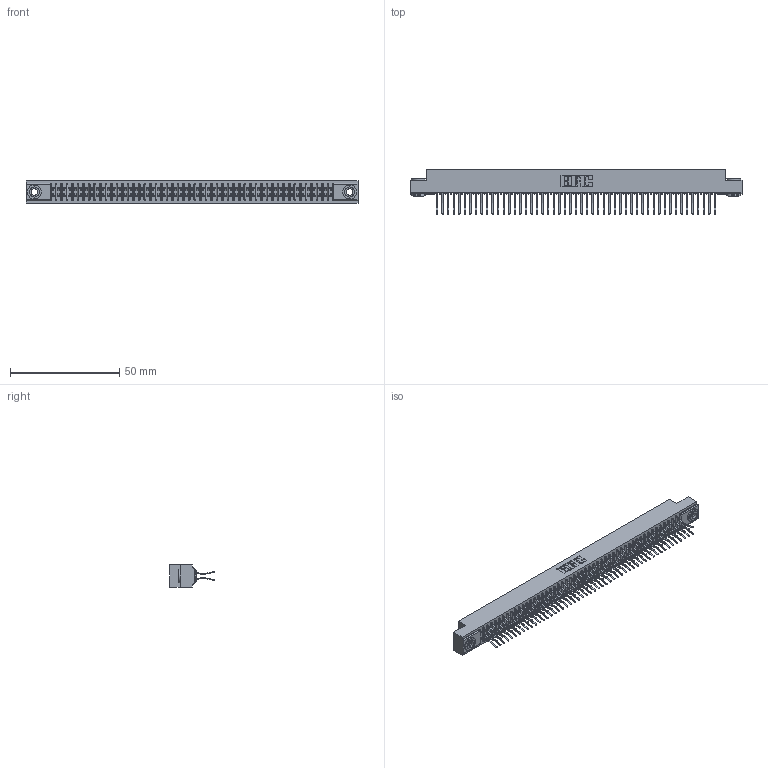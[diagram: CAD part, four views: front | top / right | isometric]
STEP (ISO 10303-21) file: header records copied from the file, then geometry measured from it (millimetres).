
FILE_DESCRIPTION (( 'STEP AP203' ), '1' );
FILE_NAME ('341-102-560-203.STEP', '2018-08-08T11:21:19', ( '' ), ( '' ), 'SwSTEP 2.0', 'SolidWorks 2016', '' );
FILE_SCHEMA (( 'CONFIG_CONTROL_DESIGN' ));
Length unit declared in the file: inch
Products named in the file (4): 341-102-560-203; 341 Part_.156 (3.96) Dia Mounting Holes; 341-292-001_341-292-160; 345-250-002_345-250-002-102
Assembly tree (105 placements, depth 2):
  341-102-560-203
    341 Part_.156 (3.96) Dia Mounting Holes
    341-292-001_341-292-160  x102
    345-250-002_345-250-002-102  x2
Bounding box: 151.76 x 20.37 x 10.16 mm (x, y, z)
Volume: 11317.6 mm3; surface area: 21373.6 mm2
Topology: 105 solids, 105 shells, 7308 faces, 21185 edges, 13742 vertices
Faces by surface type: plane 4172, cylinder 2924, sphere 104, torus 100, cone 8
Entity records: 61727 total; most frequent: CARTESIAN_POINT 10242, ORIENTED_EDGE 10170, DIRECTION 9953, EDGE_CURVE 5085, LINE 4103, VECTOR 4103, VERTEX_POINT 3214, AXIS2_PLACEMENT_3D 2925
